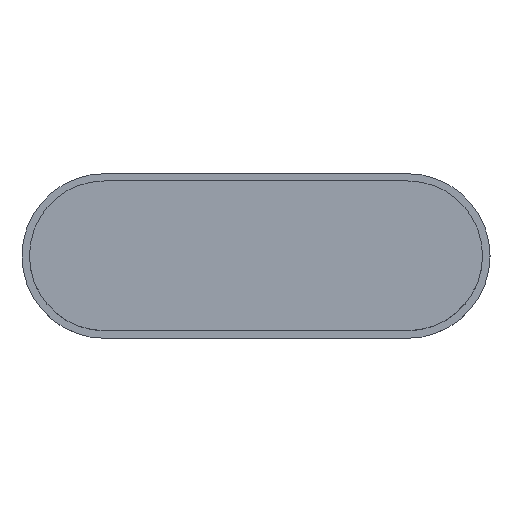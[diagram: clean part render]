
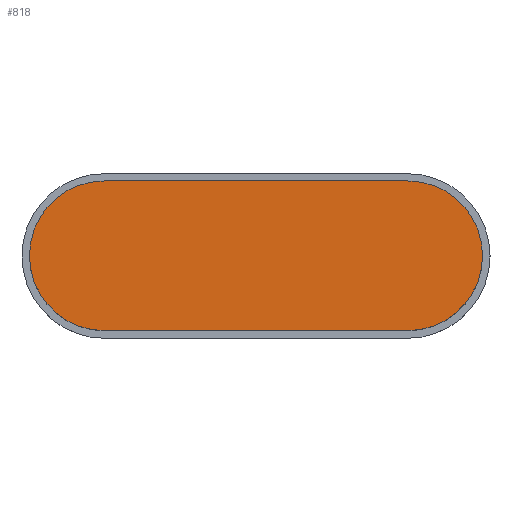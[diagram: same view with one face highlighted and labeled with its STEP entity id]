
A CAD part, top view. The second image highlights one B-rep face of the part: STEP entity #818.
In plain terms, the highlighted planar face has unit normal (0, 0, 1).
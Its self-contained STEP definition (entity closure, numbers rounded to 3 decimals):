
#635=CARTESIAN_POINT('',(6.293,-1.9,3.505));
#634=VERTEX_POINT('',#635);
#645=CARTESIAN_POINT('',(-1.413,-1.9,3.505));
#644=VERTEX_POINT('',#645);
#643=EDGE_CURVE('',#644,#634,#648,.T.);
#648=LINE('',#645,#650);
#650=VECTOR('',#651,7.706);
#651=DIRECTION('',(1.0,0.0,0.0));
#684=CARTESIAN_POINT('',(-1.413,1.9,3.505));
#683=VERTEX_POINT('',#684);
#694=CARTESIAN_POINT('',(6.293,1.9,3.505));
#693=VERTEX_POINT('',#694);
#692=EDGE_CURVE('',#693,#683,#697,.T.);
#697=LINE('',#694,#699);
#699=VECTOR('',#700,7.706);
#700=DIRECTION('',(-1.0,0.0,0.0));
#732=EDGE_CURVE($,#634,#693,#737,.T.);
#737=CIRCLE($,#738,1.9);
#739=CARTESIAN_POINT('',(6.293,0.0,3.505));
#738=AXIS2_PLACEMENT_3D($,#739,#740,#741);
#740=DIRECTION('',(0.0,0.0,1.0));
#741=DIRECTION('',(-1.0,0.0,0.0));
#774=EDGE_CURVE($,#683,#644,#779,.T.);
#779=CIRCLE($,#780,1.9);
#781=CARTESIAN_POINT('',(-1.413,0.0,3.505));
#780=AXIS2_PLACEMENT_3D($,#781,#782,#783);
#782=DIRECTION('',(0.0,0.0,1.0));
#783=DIRECTION('',(-1.0,0.0,0.0));
#818=ADVANCED_FACE($,(#824),#819,.T.);
#819=PLANE($,#820);
#820=AXIS2_PLACEMENT_3D($,#821,#822,#823);
#821=CARTESIAN_POINT('',(6.293,-1.9,3.505));
#822=DIRECTION('',(0.,0.,1.));
#823=DIRECTION('',(1.,0.,0.));
#824=FACE_OUTER_BOUND($,#825,.T.);
#825=EDGE_LOOP($,(#848, #826, #858, #837));
#848=ORIENTED_EDGE('',*,*,#643,.T.);
#826=ORIENTED_EDGE('',*,*,#732,.T.);
#858=ORIENTED_EDGE('',*,*,#692,.T.);
#837=ORIENTED_EDGE('',*,*,#774,.T.);
